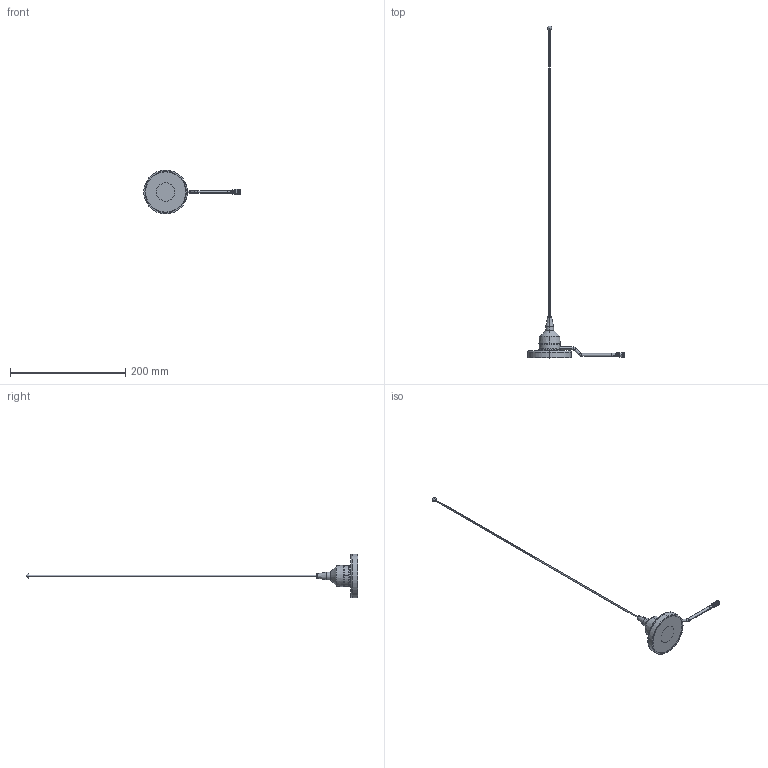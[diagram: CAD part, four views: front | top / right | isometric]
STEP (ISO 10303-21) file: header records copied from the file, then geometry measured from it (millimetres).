
FILE_DESCRIPTION (( 'STEP AP214' ), '1' );
FILE_NAME ('FMANMOB1004-RSP_3D.step', '2023-03-15T17:27:30', ( '' ), ( '' ), 'SwSTEP 2.0', 'SolidWorks 2022', '' );
FILE_SCHEMA (( 'AUTOMOTIVE_DESIGN' ));
Length unit declared in the file: inch
Products named in the file (6): Copy of HeatShrink-195_230124^FMMA1-RSPA10; Copy of NMO Base w Cable^FMMA1-RSPA10; FMANMOB1004-RSP_3D; FMMA1-RSPA10; 1082 230124; Copy of RSP 230124^FMMA1-RSPA10
Assembly tree (5 placements, depth 3):
  FMANMOB1004-RSP_3D
    FMMA1-RSPA10
      Copy of NMO Base w Cable^FMMA1-RSPA10
      Copy of RSP 230124^FMMA1-RSPA10
      Copy of HeatShrink-195_230124^FMMA1-RSPA10
    1082 230124
Bounding box: 167.69 x 576.63 x 76 mm (x, y, z)
Volume: 83128.1 mm3; surface area: 52181.2 mm2
Topology: 11 solids, 11 shells, 271 faces, 653 edges, 413 vertices
Faces by surface type: cylinder 128, plane 80, cone 37, bspline 14, torus 10, sphere 2
Entity records: 13848 total; most frequent: CARTESIAN_POINT 5617, DIRECTION 1339, ORIENTED_EDGE 1288, EDGE_CURVE 644, AXIS2_PLACEMENT_3D 557, VERTEX_POINT 410, EDGE_LOOP 306, CIRCLE 291
